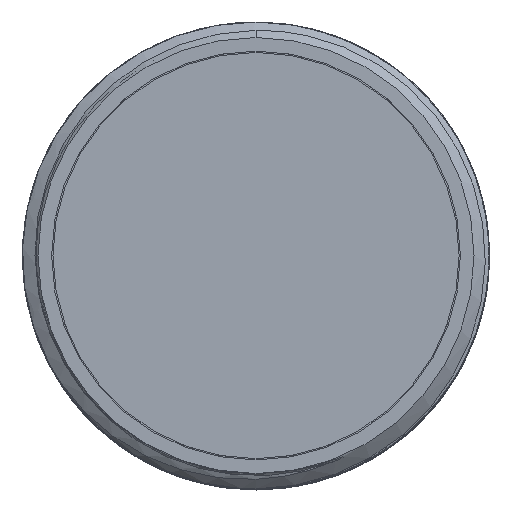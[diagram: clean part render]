
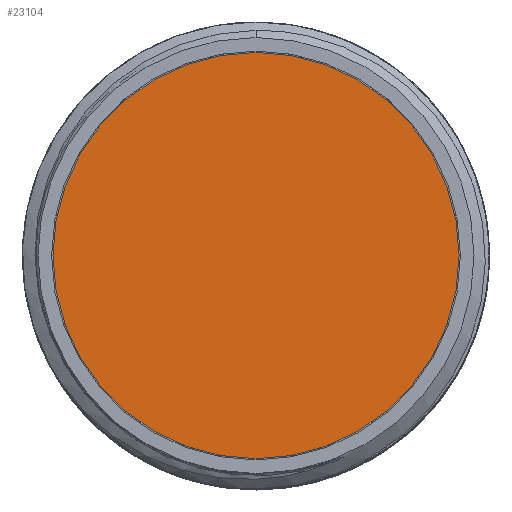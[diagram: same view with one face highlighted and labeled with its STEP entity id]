
A CAD part, top view. The second image highlights one B-rep face of the part: STEP entity #23104.
In plain terms, the highlighted planar face has unit normal (0, 0, 1).
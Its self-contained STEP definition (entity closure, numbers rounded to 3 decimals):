
#10446=CARTESIAN_POINT('',(0.,0.,0.));
#10447=DIRECTION('',(0.,0.,-1.));
#10448=DIRECTION('',(-1.,0.,0.));
#10449=AXIS2_PLACEMENT_3D('',#10446,#10447,#10448);
#10454=CARTESIAN_POINT('',(0.,0.,0.));
#10455=DIRECTION('',(0.,0.,-1.));
#10456=DIRECTION('',(1.,0.,0.));
#10457=AXIS2_PLACEMENT_3D('',#10454,#10455,#10456);
#13009=CARTESIAN_POINT('',(-7.825,0.,0.));
#13010=CARTESIAN_POINT('',(7.825,0.,0.));
#13011=VERTEX_POINT('',#13009);
#13012=VERTEX_POINT('',#13010);
#23095=CARTESIAN_POINT('',(0.,0.,0.));
#23096=DIRECTION('',(0.,0.,-1.));
#23097=DIRECTION('',(-1.,0.,0.));
#23098=AXIS2_PLACEMENT_3D('',#23095,#23096,#23097);
#23099=PLANE('',#23098);
#23100=ORIENTED_EDGE('',*,*,#23075,.T.);
#23101=ORIENTED_EDGE('',*,*,#23089,.T.);
#23102=EDGE_LOOP('',(#23100,#23101));
#23103=FACE_OUTER_BOUND('',#23102,.F.);
#23104=ADVANCED_FACE('',(#23103),#23099,.F.);
#10450=CIRCLE('',#10449,7.825);
#10458=CIRCLE('',#10457,7.825);
#23075=EDGE_CURVE('',#13011,#13012,#10450,.T.);
#23089=EDGE_CURVE('',#13012,#13011,#10458,.T.);
